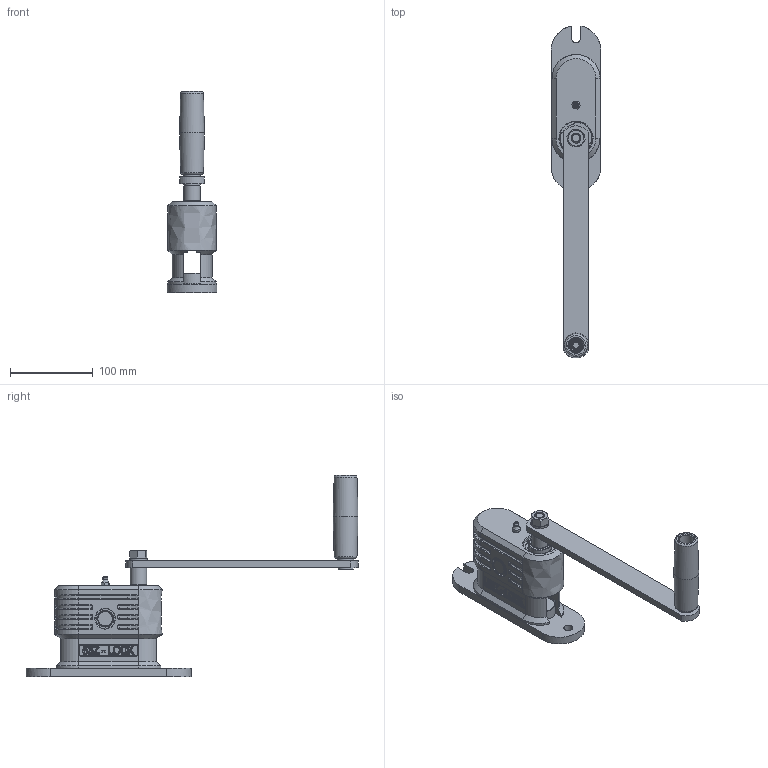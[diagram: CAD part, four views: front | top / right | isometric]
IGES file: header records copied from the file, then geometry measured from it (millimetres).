
Global section: file name: 51153_0601_00; native system: Autodesk Inventor 2022; preprocessor: unknown; author: Nesvadba; date: 20240222.102430; units: millimetre
Bounding box: 60 x 400.53 x 242.5 mm (x, y, z)
Volume: 557329 mm3; surface area: 175487 mm2
Topology: 22 solids, 22 shells, 2663 faces, 6884 edges, 4366 vertices
Faces by surface type: bspline 2663
